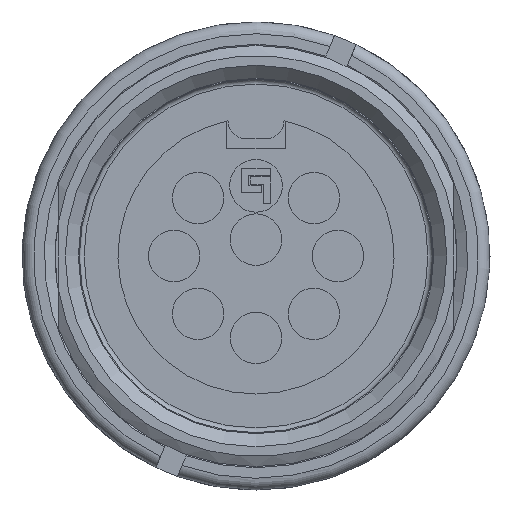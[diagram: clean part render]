
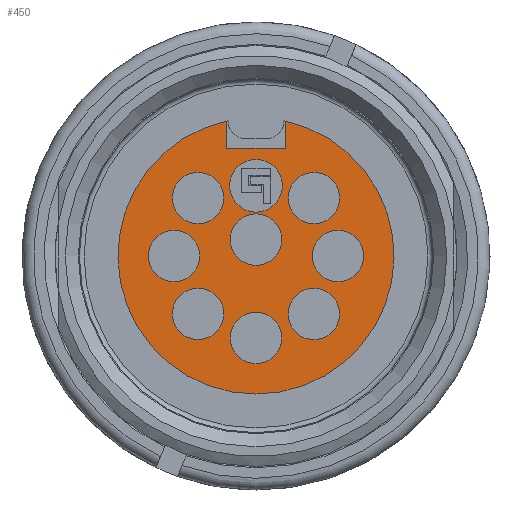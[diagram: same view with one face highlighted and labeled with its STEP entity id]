
A CAD part, left-side view. The second image highlights one B-rep face of the part: STEP entity #450.
In plain terms, the highlighted planar face has unit normal (-1, 0, 0).
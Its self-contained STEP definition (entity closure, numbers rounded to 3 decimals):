
#373=FACE_BOUND('',#1640,.T.);
#374=FACE_BOUND('',#1641,.T.);
#375=FACE_BOUND('',#1642,.T.);
#376=FACE_BOUND('',#1643,.T.);
#377=FACE_BOUND('',#1644,.T.);
#378=FACE_BOUND('',#1645,.T.);
#379=FACE_BOUND('',#1646,.T.);
#380=FACE_BOUND('',#1647,.T.);
#381=FACE_BOUND('',#1648,.T.);
#450=ADVANCED_FACE('',(#373,#374,#375,#376,#377,#378,#379,#380,#381,#1179),
#889,.T.);
#889=PLANE('',#8618);
#1179=FACE_OUTER_BOUND('',#1649,.T.);
#1640=EDGE_LOOP('',(#2524));
#1641=EDGE_LOOP('',(#2525));
#1642=EDGE_LOOP('',(#2526));
#1643=EDGE_LOOP('',(#2527));
#1644=EDGE_LOOP('',(#2528));
#1645=EDGE_LOOP('',(#2529));
#1646=EDGE_LOOP('',(#2530));
#1647=EDGE_LOOP('',(#2531));
#1648=EDGE_LOOP('',(#2532));
#1649=EDGE_LOOP('',(#2533,#2534,#2535,#2536));
#2126=CIRCLE('',#8589,5.9);
#2127=CIRCLE('',#8591,1.1);
#2129=CIRCLE('',#8594,1.1);
#2131=CIRCLE('',#8597,1.1);
#2133=CIRCLE('',#8600,1.1);
#2135=CIRCLE('',#8603,1.1);
#2137=CIRCLE('',#8606,1.1);
#2139=CIRCLE('',#8609,1.1);
#2141=CIRCLE('',#8612,1.1);
#2143=CIRCLE('',#8617,1.125);
#2524=ORIENTED_EDGE('',*,*,#5704,.T.);
#2525=ORIENTED_EDGE('',*,*,#5700,.T.);
#2526=ORIENTED_EDGE('',*,*,#5706,.T.);
#2527=ORIENTED_EDGE('',*,*,#5727,.T.);
#2528=ORIENTED_EDGE('',*,*,#5708,.T.);
#2529=ORIENTED_EDGE('',*,*,#5702,.T.);
#2530=ORIENTED_EDGE('',*,*,#5710,.T.);
#2531=ORIENTED_EDGE('',*,*,#5712,.T.);
#2532=ORIENTED_EDGE('',*,*,#5714,.T.);
#2533=ORIENTED_EDGE('',*,*,#5728,.T.);
#2534=ORIENTED_EDGE('',*,*,#5729,.T.);
#2535=ORIENTED_EDGE('',*,*,#5699,.F.);
#2536=ORIENTED_EDGE('',*,*,#5730,.T.);
#4881=VERTEX_POINT('',#11881);
#4883=VERTEX_POINT('',#11885);
#4884=VERTEX_POINT('',#11889);
#4886=VERTEX_POINT('',#11894);
#4888=VERTEX_POINT('',#11899);
#4890=VERTEX_POINT('',#11904);
#4892=VERTEX_POINT('',#11909);
#4894=VERTEX_POINT('',#11914);
#4896=VERTEX_POINT('',#11919);
#4898=VERTEX_POINT('',#11924);
#4910=VERTEX_POINT('',#11952);
#4911=VERTEX_POINT('',#11954);
#4912=VERTEX_POINT('',#11955);
#5699=EDGE_CURVE('',#4883,#4881,#2126,.T.);
#5700=EDGE_CURVE('',#4884,#4884,#2127,.T.);
#5702=EDGE_CURVE('',#4886,#4886,#2129,.T.);
#5704=EDGE_CURVE('',#4888,#4888,#2131,.T.);
#5706=EDGE_CURVE('',#4890,#4890,#2133,.T.);
#5708=EDGE_CURVE('',#4892,#4892,#2135,.T.);
#5710=EDGE_CURVE('',#4894,#4894,#2137,.T.);
#5712=EDGE_CURVE('',#4896,#4896,#2139,.T.);
#5714=EDGE_CURVE('',#4898,#4898,#2141,.T.);
#5727=EDGE_CURVE('',#4910,#4910,#2143,.T.);
#5728=EDGE_CURVE('',#4911,#4912,#6905,.T.);
#5729=EDGE_CURVE('',#4912,#4881,#6906,.T.);
#5730=EDGE_CURVE('',#4883,#4911,#6907,.T.);
#6905=LINE('',#11953,#7744);
#6906=LINE('',#11956,#7745);
#6907=LINE('',#11957,#7746);
#7744=VECTOR('',#9487,1.);
#7745=VECTOR('',#9488,1.);
#7746=VECTOR('',#9489,1.);
#8589=AXIS2_PLACEMENT_3D('',#11886,#9418,#9419);
#8591=AXIS2_PLACEMENT_3D('',#11888,#9422,#9423);
#8594=AXIS2_PLACEMENT_3D('',#11893,#9428,#9429);
#8597=AXIS2_PLACEMENT_3D('',#11898,#9434,#9435);
#8600=AXIS2_PLACEMENT_3D('',#11903,#9440,#9441);
#8603=AXIS2_PLACEMENT_3D('',#11908,#9446,#9447);
#8606=AXIS2_PLACEMENT_3D('',#11913,#9452,#9453);
#8609=AXIS2_PLACEMENT_3D('',#11918,#9458,#9459);
#8612=AXIS2_PLACEMENT_3D('',#11923,#9464,#9465);
#8617=AXIS2_PLACEMENT_3D('',#11951,#9485,#9486);
#8618=AXIS2_PLACEMENT_3D('',#11958,#9490,#9491);
#9418=DIRECTION('',(1.,0.,0.));
#9419=DIRECTION('',(0.,0.,1.));
#9422=DIRECTION('',(1.,0.,0.));
#9423=DIRECTION('',(0.,0.,1.));
#9428=DIRECTION('',(1.,0.,0.));
#9429=DIRECTION('',(0.,0.,-1.));
#9434=DIRECTION('',(1.,0.,0.));
#9435=DIRECTION('',(0.,0.,1.));
#9440=DIRECTION('',(1.,0.,0.));
#9441=DIRECTION('',(0.,0.,1.));
#9446=DIRECTION('',(1.,0.,0.));
#9447=DIRECTION('',(0.,1.,0.));
#9452=DIRECTION('',(1.,0.,0.));
#9453=DIRECTION('',(0.,0.,1.));
#9458=DIRECTION('',(1.,0.,0.));
#9459=DIRECTION('',(0.,0.,1.));
#9464=DIRECTION('',(1.,0.,0.));
#9465=DIRECTION('',(0.,0.,1.));
#9485=DIRECTION('',(1.,0.,0.));
#9486=DIRECTION('',(0.,0.,1.));
#9487=DIRECTION('',(0.,1.,0.));
#9488=DIRECTION('',(0.,0.,1.));
#9489=DIRECTION('',(0.,0.,-1.));
#9490=DIRECTION('',(-1.,0.,0.));
#9491=DIRECTION('',(0.,0.,-1.));
#11881=CARTESIAN_POINT('',(-0.3,1.25,5.766));
#11885=CARTESIAN_POINT('',(-0.3,-1.25,5.766));
#11886=CARTESIAN_POINT('',(-0.3,0.,0.));
#11888=CARTESIAN_POINT('',(-0.3,-2.475,2.475));
#11889=CARTESIAN_POINT('',(-0.3,-2.475,3.575));
#11893=CARTESIAN_POINT('',(-0.3,-3.5,0.));
#11894=CARTESIAN_POINT('',(-0.3,-3.5,-1.1));
#11898=CARTESIAN_POINT('',(-0.3,0.,0.7));
#11899=CARTESIAN_POINT('',(-0.3,0.,1.8));
#11903=CARTESIAN_POINT('',(-0.3,2.475,2.475));
#11904=CARTESIAN_POINT('',(-0.3,2.475,3.575));
#11908=CARTESIAN_POINT('',(-0.3,-2.47,-2.475));
#11909=CARTESIAN_POINT('',(-0.3,-1.37,-2.475));
#11913=CARTESIAN_POINT('',(-0.3,0.,-3.5));
#11914=CARTESIAN_POINT('',(-0.3,0.,-2.4));
#11918=CARTESIAN_POINT('',(-0.3,2.475,-2.47));
#11919=CARTESIAN_POINT('',(-0.3,2.475,-1.37));
#11923=CARTESIAN_POINT('',(-0.3,3.5,0.));
#11924=CARTESIAN_POINT('',(-0.3,3.5,1.1));
#11951=CARTESIAN_POINT('',(-0.3,0.,3.));
#11952=CARTESIAN_POINT('',(-0.3,0.,4.125));
#11953=CARTESIAN_POINT('',(-0.3,-1.25,4.6));
#11954=CARTESIAN_POINT('',(-0.3,-1.25,4.6));
#11955=CARTESIAN_POINT('',(-0.3,1.25,4.6));
#11956=CARTESIAN_POINT('',(-0.3,1.25,4.6));
#11957=CARTESIAN_POINT('',(-0.3,-1.25,5.766));
#11958=CARTESIAN_POINT('',(-0.3,0.,0.));
